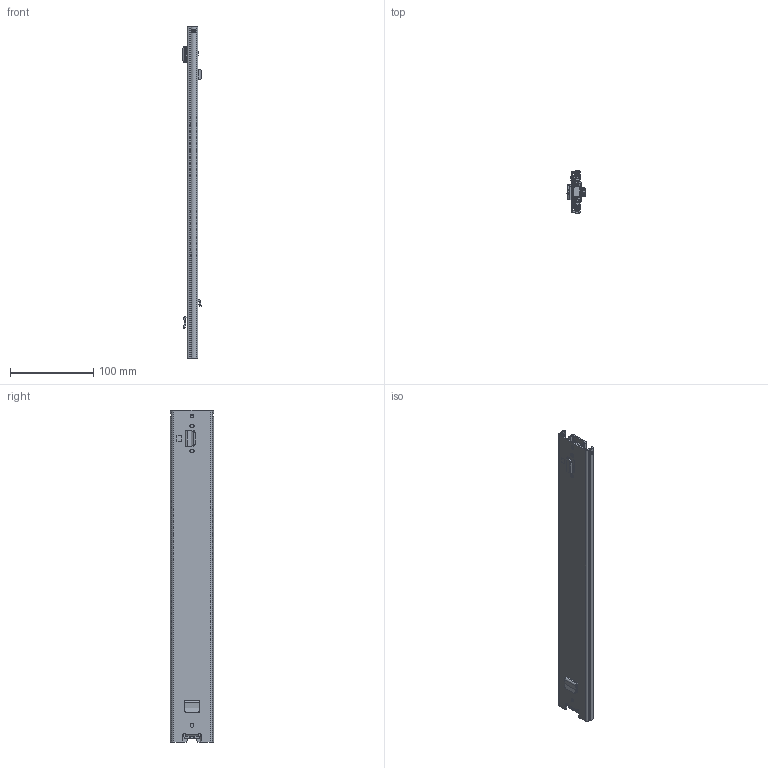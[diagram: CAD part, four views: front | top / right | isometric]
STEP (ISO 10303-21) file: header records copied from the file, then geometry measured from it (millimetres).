
FILE_DESCRIPTION (( 'STEP AP214' ), '1' );
FILE_NAME ('FR_5210_SMT.0400mm_16inch_1,5_closed_left.STEP', '2022-10-25T12:59:20', ( '' ), ( '' ), 'SwSTEP 2.0', 'SolidWorks 2020', '' );
FILE_SCHEMA (( 'AUTOMOTIVE_DESIGN' ));
Length unit declared in the file: millimetre
Products named in the file (12): 5210.XXX-03.T103_NL  400; 5210.XXX-02.T103_NL  400; 5210.XXX-01.T103_NL  400; FR5210 DETENT; FR_5210_SMT.0400mm_16inch_1,5_closed_left; FR5210 TRIGGER; 5210 MIDDLE RIVET; 5210 RIVET; 5210.XXX-02.0000_NL  400; FR5210 MIDDLE STOP
Assembly tree (11 placements, depth 3):
  FR_5210_SMT.0400mm_16inch_1,5_closed_left
    5210.XXX-01.T103_NL  400
      5210.XXX-01.T103_NL  400
      FR5210 DETENT
    5210.XXX-03.T103_NL  400
      5210.XXX-03.T103_NL  400
      FR5210 TRIGGER
      5210 RIVET
    5210.XXX-02.T103_NL  400
      5210.XXX-02.0000_NL  400
      FR5210 MIDDLE STOP
      5210 MIDDLE RIVET
Bounding box: 22.14 x 51.89 x 400 mm (x, y, z)
Volume: 116564.8 mm3; surface area: 144835.9 mm2
Topology: 8 solids, 8 shells, 904 faces, 2319 edges, 1420 vertices
Faces by surface type: plane 461, cylinder 351, bspline 56, torus 30, cone 6
Entity records: 29715 total; most frequent: CARTESIAN_POINT 7833, ORIENTED_EDGE 4628, DIRECTION 4344, EDGE_CURVE 2314, AXIS2_PLACEMENT_3D 1495, VERTEX_POINT 1421, VECTOR 1354, LINE 1354
